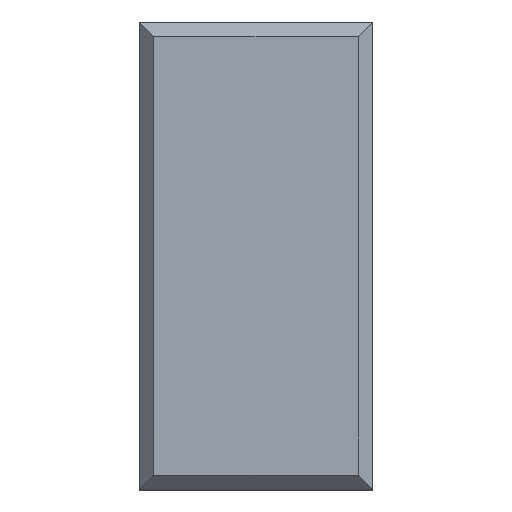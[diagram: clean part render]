
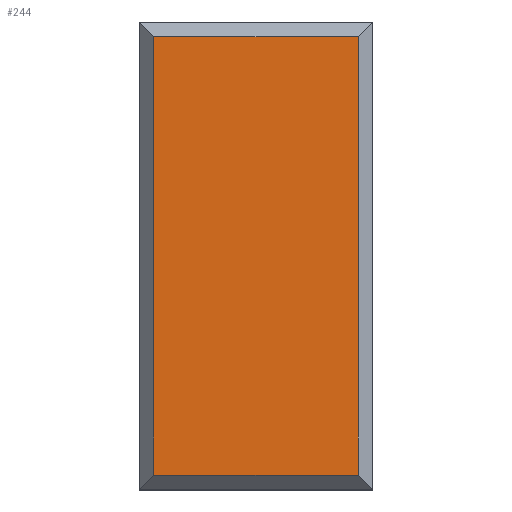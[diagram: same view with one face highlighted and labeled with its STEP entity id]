
A CAD part, top view. The second image highlights one B-rep face of the part: STEP entity #244.
In plain terms, the highlighted planar face has unit normal (0, 0, 1).
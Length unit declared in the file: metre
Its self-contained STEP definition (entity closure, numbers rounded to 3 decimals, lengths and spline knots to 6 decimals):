
#36=ORIENTED_EDGE('',*,*,#92,.T.);
#37=ORIENTED_EDGE('',*,*,#93,.T.);
#38=ORIENTED_EDGE('',*,*,#94,.T.);
#39=ORIENTED_EDGE('',*,*,#95,.T.);
#92=EDGE_CURVE('',#120,#121,#144,.T.);
#93=EDGE_CURVE('',#121,#122,#145,.T.);
#94=EDGE_CURVE('',#122,#123,#146,.T.);
#95=EDGE_CURVE('',#123,#120,#147,.T.);
#120=VERTEX_POINT('',#384);
#121=VERTEX_POINT('',#385);
#122=VERTEX_POINT('',#387);
#123=VERTEX_POINT('',#389);
#144=LINE('',#383,#176);
#145=LINE('',#386,#177);
#146=LINE('',#388,#178);
#147=LINE('',#390,#179);
#176=VECTOR('',#314,1.);
#177=VECTOR('',#315,1.);
#178=VECTOR('',#316,1.);
#179=VECTOR('',#317,1.);
#198=EDGE_LOOP('',(#36,#37,#38,#39));
#214=FACE_BOUND('',#198,.T.);
#229=PLANE('',#274);
#244=ADVANCED_FACE('',(#214),#229,.T.);
#274=AXIS2_PLACEMENT_3D('',#382,#312,#313);
#312=DIRECTION('',(0.,0.,1.));
#313=DIRECTION('',(1.,0.,0.));
#314=DIRECTION('',(1.,0.,0.));
#315=DIRECTION('',(0.,1.,0.));
#316=DIRECTION('',(-1.,0.,0.));
#317=DIRECTION('',(0.,-1.,0.));
#382=CARTESIAN_POINT('',(0.,0.0031,0.0084));
#383=CARTESIAN_POINT('',(0.0375,-0.0075,0.0084));
#384=CARTESIAN_POINT('',(0.03,-0.0075,0.0084));
#385=CARTESIAN_POINT('',(0.037,-0.0075,0.0084));
#386=CARTESIAN_POINT('',(0.037,0.0031,0.0084));
#387=CARTESIAN_POINT('',(0.037,0.0075,0.0084));
#388=CARTESIAN_POINT('',(0.,0.0075,0.0084));
#389=CARTESIAN_POINT('',(0.03,0.0075,0.0084));
#390=CARTESIAN_POINT('',(0.03,-0.008,0.0084));
